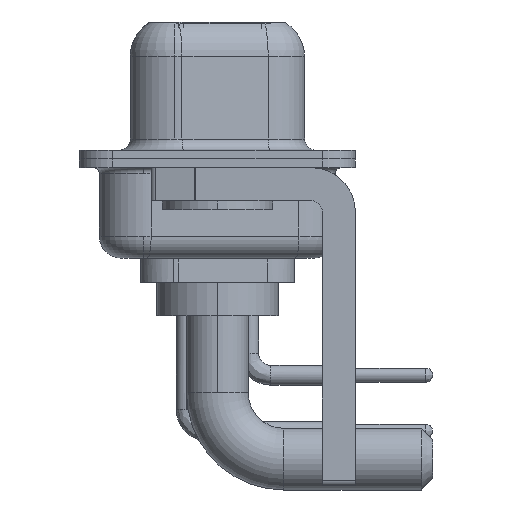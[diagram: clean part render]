
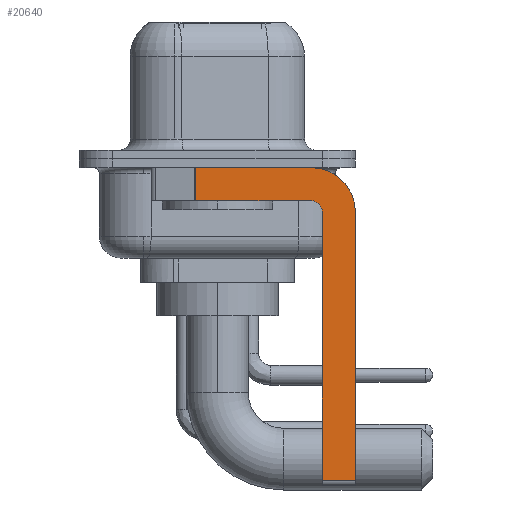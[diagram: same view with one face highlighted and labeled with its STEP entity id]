
A CAD part, left-side view. The second image highlights one B-rep face of the part: STEP entity #20640.
In plain terms, the highlighted planar face has unit normal (-1, 0, 0).
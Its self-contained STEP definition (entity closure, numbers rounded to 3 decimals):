
#1022 = CARTESIAN_POINT ( 'NONE',  ( -2.9, -4.25, -1.9 ) ) ;
#1440 = EDGE_CURVE ( 'NONE', #12762, #5665, #2990, .T. ) ;
#1747 = CARTESIAN_POINT ( 'NONE',  ( -2.9, 0.978, -0.4 ) ) ;
#1824 = CARTESIAN_POINT ( 'NONE',  ( -2.9, -4.25, -2.4 ) ) ;
#2090 = VECTOR ( 'NONE', #12210, 1000. ) ;
#2170 = EDGE_CURVE ( 'NONE', #19719, #20147, #8230, .T. ) ;
#2384 = CARTESIAN_POINT ( 'NONE',  ( -2.9, -4.25, -1.9 ) ) ;
#2410 = CARTESIAN_POINT ( 'NONE',  ( -2.9, -4.25, -2.4 ) ) ;
#2951 = LINE ( 'NONE', #14589, #12037 ) ;
#2990 = LINE ( 'NONE', #13583, #11368 ) ;
#3892 = DIRECTION ( 'NONE',  ( 0., 0., -1. ) ) ;
#4020 = CARTESIAN_POINT ( 'NONE',  ( -2.9, -4.75, -14.55 ) ) ;
#4123 = FACE_OUTER_BOUND ( 'NONE', #4476, .T. ) ;
#4217 = AXIS2_PLACEMENT_3D ( 'NONE', #1824, #19406, #11804 ) ;
#4378 = ORIENTED_EDGE ( 'NONE', *, *, #11785, .T. ) ;
#4476 = EDGE_LOOP ( 'NONE', ( #14516, #13423, #4914, #19707, #23334, #4378, #14835, #22775 ) ) ;
#4586 = VECTOR ( 'NONE', #16148, 1000. ) ;
#4914 = ORIENTED_EDGE ( 'NONE', *, *, #6713, .F. ) ;
#5665 = VERTEX_POINT ( 'NONE', #21573 ) ;
#5995 = CARTESIAN_POINT ( 'NONE',  ( -2.9, 0.978, -1.9 ) ) ;
#6713 = EDGE_CURVE ( 'NONE', #14061, #20147, #22153, .T. ) ;
#8230 = LINE ( 'NONE', #16120, #17180 ) ;
#8241 = LINE ( 'NONE', #23900, #23505 ) ;
#8754 = EDGE_CURVE ( 'NONE', #21497, #14061, #22658, .T. ) ;
#10690 = AXIS2_PLACEMENT_3D ( 'NONE', #16136, #19882, #23779 ) ;
#10723 = DIRECTION ( 'NONE',  ( 0., -1., 0. ) ) ;
#11368 = VECTOR ( 'NONE', #3892, 1000. ) ;
#11785 = EDGE_CURVE ( 'NONE', #17391, #5665, #12026, .T. ) ;
#11804 = DIRECTION ( 'NONE',  ( 0., 0., -1. ) ) ;
#11918 = EDGE_CURVE ( 'NONE', #19719, #19501, #2951, .T. ) ;
#12026 = LINE ( 'NONE', #21967, #4586 ) ;
#12037 = VECTOR ( 'NONE', #10723, 1000. ) ;
#12061 = CIRCLE ( 'NONE', #4217, 2. ) ;
#12210 = DIRECTION ( 'NONE',  ( 0., 1., 0. ) ) ;
#12762 = VERTEX_POINT ( 'NONE', #24536 ) ;
#13423 = ORIENTED_EDGE ( 'NONE', *, *, #2170, .T. ) ;
#13583 = CARTESIAN_POINT ( 'NONE',  ( -2.9, -6.25, -2.4 ) ) ;
#13594 = AXIS2_PLACEMENT_3D ( 'NONE', #2410, #22205, #21947 ) ;
#14061 = VERTEX_POINT ( 'NONE', #2384 ) ;
#14516 = ORIENTED_EDGE ( 'NONE', *, *, #11918, .F. ) ;
#14589 = CARTESIAN_POINT ( 'NONE',  ( -2.9, 3., -0.4 ) ) ;
#14835 = ORIENTED_EDGE ( 'NONE', *, *, #1440, .F. ) ;
#16120 = CARTESIAN_POINT ( 'NONE',  ( -2.9, 0.978, -1.9 ) ) ;
#16136 = CARTESIAN_POINT ( 'NONE',  ( -2.9, -4.25, -2.4 ) ) ;
#16148 = DIRECTION ( 'NONE',  ( 0., -1., 0. ) ) ;
#17180 = VECTOR ( 'NONE', #20124, 1000. ) ;
#17391 = VERTEX_POINT ( 'NONE', #4020 ) ;
#18077 = DIRECTION ( 'NONE',  ( 0., 0., 1. ) ) ;
#19072 = CARTESIAN_POINT ( 'NONE',  ( -2.9, -4.25, -0.4 ) ) ;
#19406 = DIRECTION ( 'NONE',  ( 1., 0., 0. ) ) ;
#19501 = VERTEX_POINT ( 'NONE', #19072 ) ;
#19707 = ORIENTED_EDGE ( 'NONE', *, *, #8754, .F. ) ;
#19719 = VERTEX_POINT ( 'NONE', #1747 ) ;
#19819 = CARTESIAN_POINT ( 'NONE',  ( -2.9, -4.75, -2.4 ) ) ;
#19882 = DIRECTION ( 'NONE',  ( 1., 0., 0. ) ) ;
#20124 = DIRECTION ( 'NONE',  ( 0., 0., -1. ) ) ;
#20147 = VERTEX_POINT ( 'NONE', #5995 ) ;
#20588 = EDGE_CURVE ( 'NONE', #17391, #21497, #8241, .T. ) ;
#20640 = ADVANCED_FACE ( 'NONE', ( #4123 ), #21701, .F. ) ;
#21497 = VERTEX_POINT ( 'NONE', #19819 ) ;
#21573 = CARTESIAN_POINT ( 'NONE',  ( -2.9, -6.25, -14.55 ) ) ;
#21701 = PLANE ( 'NONE',  #10690 ) ;
#21947 = DIRECTION ( 'NONE',  ( 0., 0., 1. ) ) ;
#21967 = CARTESIAN_POINT ( 'NONE',  ( -2.9, -4.25, -14.55 ) ) ;
#22153 = LINE ( 'NONE', #1022, #2090 ) ;
#22205 = DIRECTION ( 'NONE',  ( -1., 0., 0. ) ) ;
#22658 = CIRCLE ( 'NONE', #13594, 0.5 ) ;
#22775 = ORIENTED_EDGE ( 'NONE', *, *, #23139, .F. ) ;
#23139 = EDGE_CURVE ( 'NONE', #19501, #12762, #12061, .T. ) ;
#23334 = ORIENTED_EDGE ( 'NONE', *, *, #20588, .F. ) ;
#23505 = VECTOR ( 'NONE', #18077, 1000. ) ;
#23779 = DIRECTION ( 'NONE',  ( 0., 0., -1. ) ) ;
#23900 = CARTESIAN_POINT ( 'NONE',  ( -2.9, -4.75, -14.8 ) ) ;
#24536 = CARTESIAN_POINT ( 'NONE',  ( -2.9, -6.25, -2.4 ) ) ;
